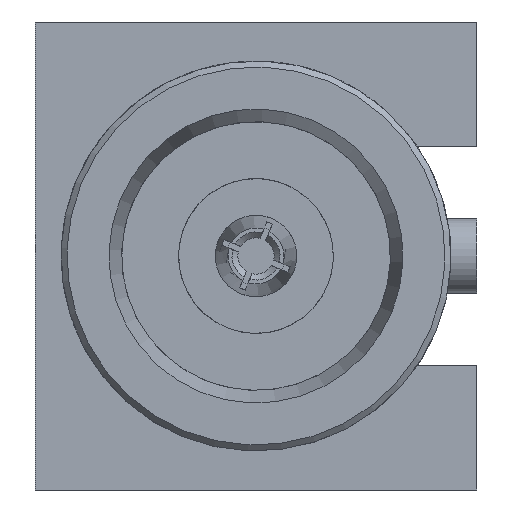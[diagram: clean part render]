
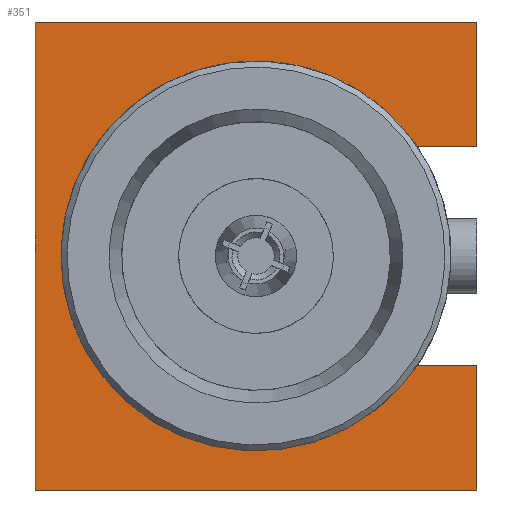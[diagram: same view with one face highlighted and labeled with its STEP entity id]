
A CAD part, left-side view. The second image highlights one B-rep face of the part: STEP entity #351.
In plain terms, the highlighted planar face has unit normal (-1, 0, 0).
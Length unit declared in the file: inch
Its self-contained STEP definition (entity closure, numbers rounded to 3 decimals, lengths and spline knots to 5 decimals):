
#3 = VERTEX_POINT ( 'NONE', #677 ) ;
#9 = VECTOR ( 'NONE', #762, 39.37008 ) ;
#44 = EDGE_CURVE ( 'NONE', #1392, #1739, #867, .T. ) ;
#45 = CARTESIAN_POINT ( 'NONE',  ( -0.11811, -0.0815, -0.05511 ) ) ;
#49 = EDGE_CURVE ( 'NONE', #649, #3, #1668, .T. ) ;
#62 = CARTESIAN_POINT ( 'NONE',  ( -0.11811, -0.1115, 0.11811 ) ) ;
#73 = VECTOR ( 'NONE', #1819, 39.37008 ) ;
#86 = AXIS2_PLACEMENT_3D ( 'NONE', #895, #1209, #1538 ) ;
#100 = CARTESIAN_POINT ( 'NONE',  ( -0.11811, 0.1115, -0.11811 ) ) ;
#150 = EDGE_CURVE ( 'NONE', #1280, #1227, #1046, .T. ) ;
#197 = EDGE_CURVE ( 'NONE', #1227, #1739, #914, .T. ) ;
#212 = LINE ( 'NONE', #1177, #1254 ) ;
#252 = CARTESIAN_POINT ( 'NONE',  ( -0.11811, -0.1115, 0.11811 ) ) ;
#309 = CARTESIAN_POINT ( 'NONE',  ( -0.11811, -0.1115, 0.05511 ) ) ;
#344 = VERTEX_POINT ( 'NONE', #100 ) ;
#351 = ADVANCED_FACE ( 'NONE', ( #856 ), #1026, .F. ) ;
#457 = VERTEX_POINT ( 'NONE', #1358 ) ;
#484 = CARTESIAN_POINT ( 'NONE',  ( -0.11811, -0.1115, -0.05511 ) ) ;
#568 = CARTESIAN_POINT ( 'NONE',  ( -0.11811, -0.1115, 0.11811 ) ) ;
#594 = CARTESIAN_POINT ( 'NONE',  ( -0.11811, -0.1115, 0.11811 ) ) ;
#649 = VERTEX_POINT ( 'NONE', #484 ) ;
#658 = DIRECTION ( 'NONE',  ( 0., -1., 0. ) ) ;
#677 = CARTESIAN_POINT ( 'NONE',  ( -0.11811, -0.1115, -0.11811 ) ) ;
#701 = LINE ( 'NONE', #45, #1598 ) ;
#745 = ORIENTED_EDGE ( 'NONE', *, *, #850, .T. ) ;
#762 = DIRECTION ( 'NONE',  ( 0., 0., -1. ) ) ;
#773 = AXIS2_PLACEMENT_3D ( 'NONE', #568, #1999, #1536 ) ;
#789 = VECTOR ( 'NONE', #1364, 39.37008 ) ;
#811 = EDGE_CURVE ( 'NONE', #1280, #344, #1859, .T. ) ;
#850 = EDGE_CURVE ( 'NONE', #344, #3, #212, .T. ) ;
#854 = CIRCLE ( 'NONE', #86, 0.09843 ) ;
#856 = FACE_OUTER_BOUND ( 'NONE', #1521, .T. ) ;
#867 = LINE ( 'NONE', #1170, #73 ) ;
#894 = CARTESIAN_POINT ( 'NONE',  ( -0.11811, -0.1115, 0.11811 ) ) ;
#895 = CARTESIAN_POINT ( 'NONE',  ( -0.11811, 0., 0. ) ) ;
#902 = VECTOR ( 'NONE', #2000, 39.37008 ) ;
#914 = LINE ( 'NONE', #594, #9 ) ;
#930 = CARTESIAN_POINT ( 'NONE',  ( -0.11811, -0.08155, 0.05511 ) ) ;
#1026 = PLANE ( 'NONE',  #773 ) ;
#1046 = LINE ( 'NONE', #894, #1643 ) ;
#1102 = ORIENTED_EDGE ( 'NONE', *, *, #49, .F. ) ;
#1129 = ORIENTED_EDGE ( 'NONE', *, *, #1442, .F. ) ;
#1167 = CARTESIAN_POINT ( 'NONE',  ( -0.11811, 0.1115, 0.11811 ) ) ;
#1170 = CARTESIAN_POINT ( 'NONE',  ( -0.11811, -0.0815, 0.05511 ) ) ;
#1177 = CARTESIAN_POINT ( 'NONE',  ( -0.11811, -0.1115, -0.11811 ) ) ;
#1209 = DIRECTION ( 'NONE',  ( 1., 0., 0. ) ) ;
#1211 = ORIENTED_EDGE ( 'NONE', *, *, #197, .F. ) ;
#1227 = VERTEX_POINT ( 'NONE', #252 ) ;
#1254 = VECTOR ( 'NONE', #1684, 39.37008 ) ;
#1280 = VERTEX_POINT ( 'NONE', #1582 ) ;
#1358 = CARTESIAN_POINT ( 'NONE',  ( -0.11811, -0.08155, -0.05511 ) ) ;
#1364 = DIRECTION ( 'NONE',  ( 0., 0., -1. ) ) ;
#1392 = VERTEX_POINT ( 'NONE', #930 ) ;
#1442 = EDGE_CURVE ( 'NONE', #457, #649, #701, .T. ) ;
#1463 = ORIENTED_EDGE ( 'NONE', *, *, #150, .F. ) ;
#1482 = ORIENTED_EDGE ( 'NONE', *, *, #1591, .T. ) ;
#1521 = EDGE_LOOP ( 'NONE', ( #1804, #1211, #1463, #1719, #745, #1102, #1129, #1482 ) ) ;
#1536 = DIRECTION ( 'NONE',  ( 0., 1., 0. ) ) ;
#1537 = DIRECTION ( 'NONE',  ( 0., -1., 0. ) ) ;
#1538 = DIRECTION ( 'NONE',  ( 0., 0., -1. ) ) ;
#1582 = CARTESIAN_POINT ( 'NONE',  ( -0.11811, 0.1115, 0.11811 ) ) ;
#1591 = EDGE_CURVE ( 'NONE', #457, #1392, #854, .T. ) ;
#1598 = VECTOR ( 'NONE', #658, 39.37008 ) ;
#1643 = VECTOR ( 'NONE', #1537, 39.37008 ) ;
#1668 = LINE ( 'NONE', #62, #902 ) ;
#1684 = DIRECTION ( 'NONE',  ( 0., -1., 0. ) ) ;
#1719 = ORIENTED_EDGE ( 'NONE', *, *, #811, .T. ) ;
#1739 = VERTEX_POINT ( 'NONE', #309 ) ;
#1804 = ORIENTED_EDGE ( 'NONE', *, *, #44, .T. ) ;
#1819 = DIRECTION ( 'NONE',  ( 0., -1., 0. ) ) ;
#1859 = LINE ( 'NONE', #1167, #789 ) ;
#1999 = DIRECTION ( 'NONE',  ( 1., 0., 0. ) ) ;
#2000 = DIRECTION ( 'NONE',  ( 0., 0., -1. ) ) ;
